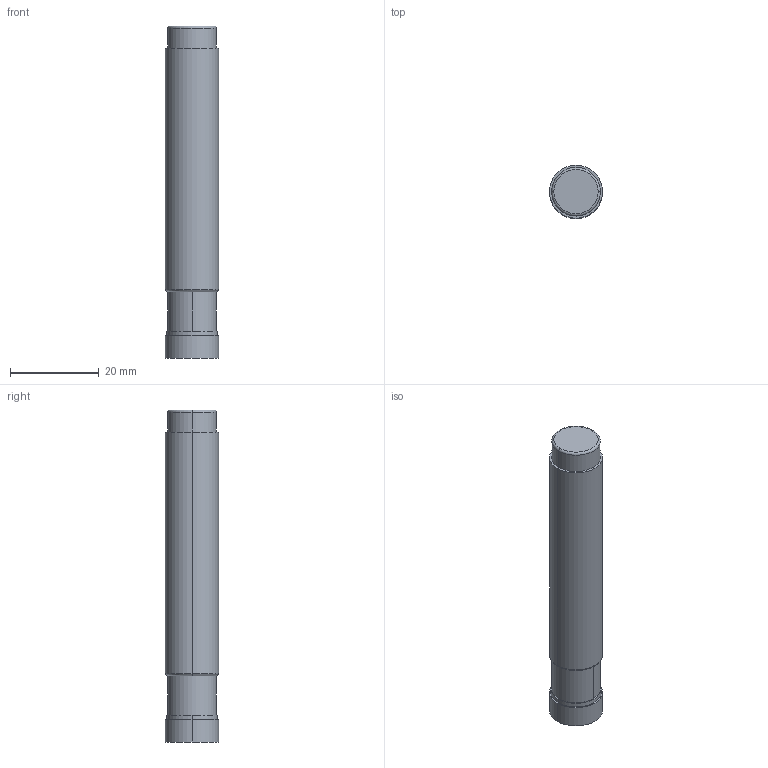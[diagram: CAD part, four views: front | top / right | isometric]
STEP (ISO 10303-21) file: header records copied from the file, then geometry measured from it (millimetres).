
FILE_DESCRIPTION((''),'2;1');
FILE_NAME('12G60_E000146A','2006-01-03T',('Pepperl+Fuchs'),('Industriehansa'),'PRO/ENGINEER BY PARAMETRIC TECHNOLOGY CORPORATION, 2005290','PRO/ENGINEER BY PARAMETRIC TECHNOLOGY CORPORATION, 2005290','');
FILE_SCHEMA(('AUTOMOTIVE_DESIGN_CC2 { 1 2 10303 214 -1 1 5 2 }'));
Length unit declared in the file: millimetre
Products named in the file (1): 12G60_E000146A
Bounding box: 12 x 12 x 75 mm (x, y, z)
Volume: 8214.6 mm3; surface area: 3028.2 mm2
Topology: 1 solids, 1 shells, 19 faces, 91 edges, 82 vertices
Faces by surface type: cylinder 10, plane 5, torus 4
Entity records: 1349 total; most frequent: DIRECTION 175, CARTESIAN_POINT 135, PRESENTATION_STYLE_ASSIGNMENT 112, STYLED_ITEM 105, CURVE_STYLE 98, ORIENTED_EDGE 76, AXIS2_PLACEMENT_3D 64, TRIMMED_CURVE 53
